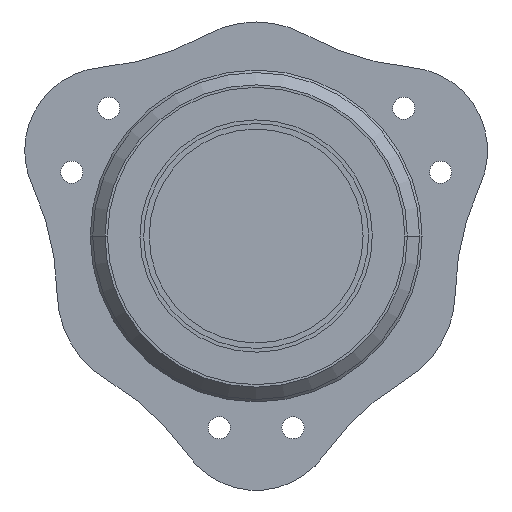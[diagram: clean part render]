
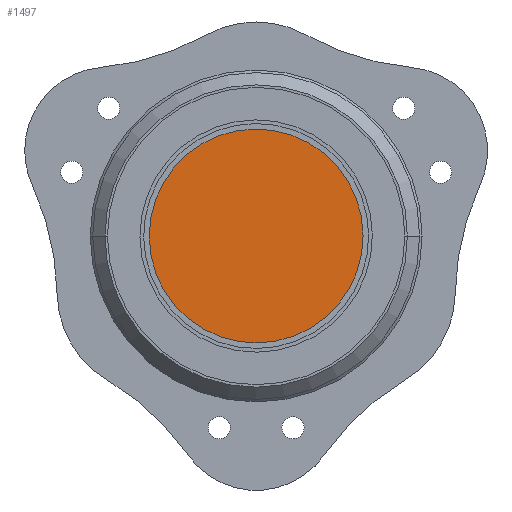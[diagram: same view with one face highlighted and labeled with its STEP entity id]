
A CAD part, front view. The second image highlights one B-rep face of the part: STEP entity #1497.
In plain terms, the highlighted planar face has unit normal (0, -1, 0).
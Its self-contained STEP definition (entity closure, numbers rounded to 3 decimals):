
#84 = ORIENTED_EDGE ( 'NONE', *, *, #532, .F. ) ;
#151 = DIRECTION ( 'NONE',  ( -1., 0., -0.009 ) ) ;
#293 = CIRCLE ( 'NONE', #2272, 29. ) ;
#312 = ORIENTED_EDGE ( 'NONE', *, *, #1645, .F. ) ;
#414 = DIRECTION ( 'NONE',  ( 0., 1., 0. ) ) ;
#488 = CARTESIAN_POINT ( 'NONE',  ( 0., -16., 0. ) ) ;
#532 = EDGE_CURVE ( 'NONE', #661, #3435, #293, .T. ) ;
#661 = VERTEX_POINT ( 'NONE', #1188 ) ;
#714 = AXIS2_PLACEMENT_3D ( 'NONE', #852, #3339, #2005 ) ;
#833 = PLANE ( 'NONE',  #714 ) ;
#852 = CARTESIAN_POINT ( 'NONE',  ( 0., -16., 0. ) ) ;
#1084 = FACE_OUTER_BOUND ( 'NONE', #2476, .T. ) ;
#1188 = CARTESIAN_POINT ( 'NONE',  ( 28.999, -16., 0.249 ) ) ;
#1339 = DIRECTION ( 'NONE',  ( -1., 0., -0.009 ) ) ;
#1358 = CARTESIAN_POINT ( 'NONE',  ( 0., -16., 0. ) ) ;
#1497 = ADVANCED_FACE ( 'NONE', ( #1084 ), #833, .F. ) ;
#1645 = EDGE_CURVE ( 'NONE', #3435, #661, #2107, .T. ) ;
#2005 = DIRECTION ( 'NONE',  ( -1., 0., -0.009 ) ) ;
#2107 = CIRCLE ( 'NONE', #3172, 29. ) ;
#2196 = DIRECTION ( 'NONE',  ( 0., 1., 0. ) ) ;
#2272 = AXIS2_PLACEMENT_3D ( 'NONE', #1358, #2196, #1339 ) ;
#2476 = EDGE_LOOP ( 'NONE', ( #312, #84 ) ) ;
#2874 = CARTESIAN_POINT ( 'NONE',  ( -28.999, -16., -0.249 ) ) ;
#3172 = AXIS2_PLACEMENT_3D ( 'NONE', #488, #414, #151 ) ;
#3339 = DIRECTION ( 'NONE',  ( 0., 1., 0. ) ) ;
#3435 = VERTEX_POINT ( 'NONE', #2874 ) ;
